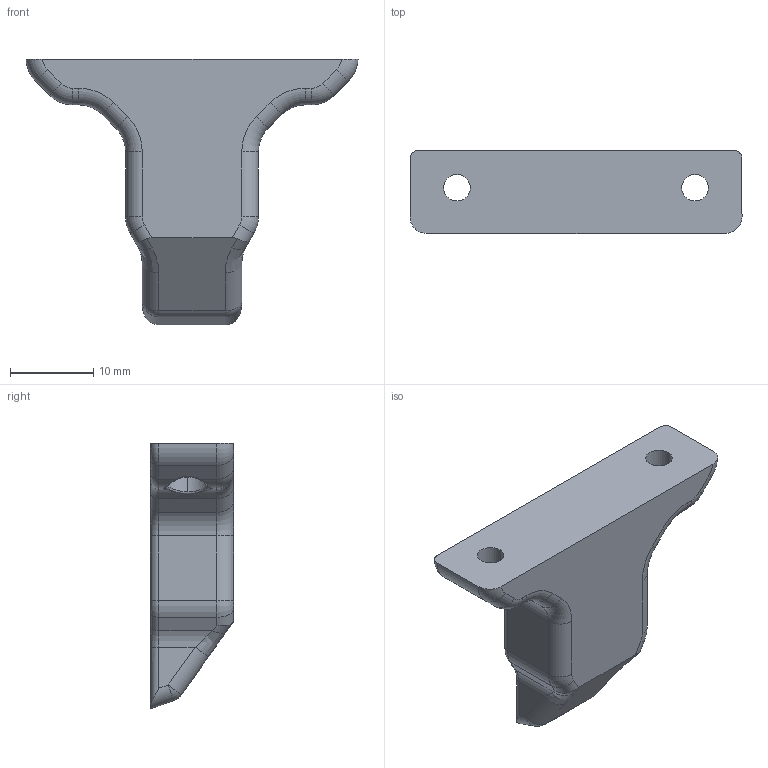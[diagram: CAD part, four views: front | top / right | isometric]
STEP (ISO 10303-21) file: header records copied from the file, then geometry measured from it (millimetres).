
FILE_DESCRIPTION (( 'STEP AP214' ), '1' );
FILE_NAME ('SAM_gripper_pas_p2.STEP', '2025-01-01T01:52:25', ( '' ), ( '' ), 'SwSTEP 2.0', 'SolidWorks 2023', '' );
FILE_SCHEMA (( 'AUTOMOTIVE_DESIGN' ));
Length unit declared in the file: millimetre
Products named in the file (1): SAM_gripper_pas_p2
Bounding box: 39.99 x 10 x 32 mm (x, y, z)
Volume: 5218.8 mm3; surface area: 2353.4 mm2
Topology: 1 solids, 1 shells, 121 faces, 290 edges, 167 vertices
Faces by surface type: cylinder 50, torus 26, plane 25, bspline 14, cone 4, sphere 2
Entity records: 4192 total; most frequent: CARTESIAN_POINT 1434, DIRECTION 599, ORIENTED_EDGE 576, EDGE_CURVE 288, AXIS2_PLACEMENT_3D 242, VERTEX_POINT 167, CIRCLE 134, EDGE_LOOP 123
